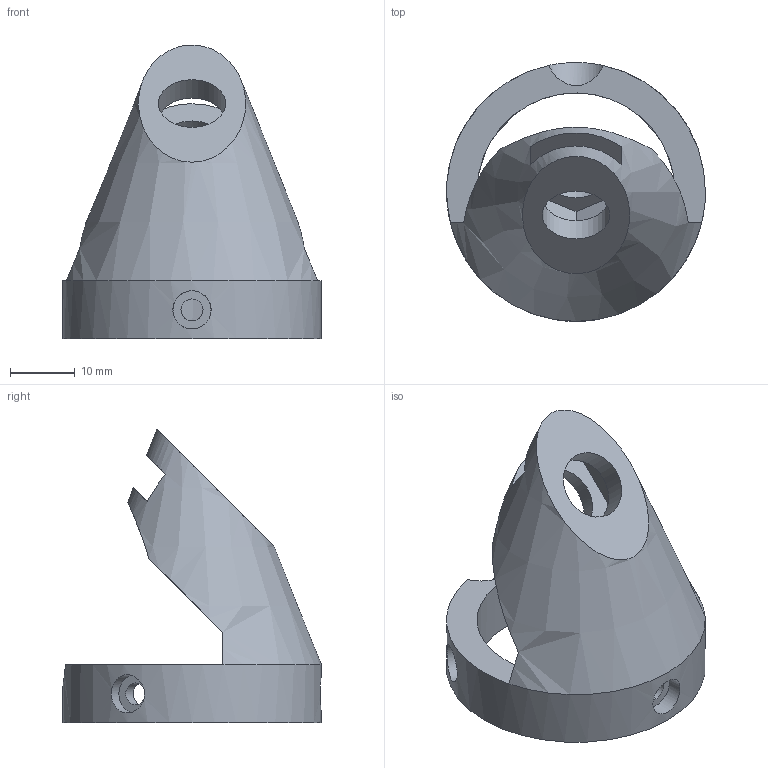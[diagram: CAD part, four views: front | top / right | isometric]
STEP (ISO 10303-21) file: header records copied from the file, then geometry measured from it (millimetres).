
FILE_DESCRIPTION(('FreeCAD Model'),'2;1');
FILE_NAME('Open CASCADE Shape Model','2022-07-27T08:14:49',(''),(''), 'Open CASCADE STEP processor 7.6','FreeCAD','Unknown');
FILE_SCHEMA(('AUTOMOTIVE_DESIGN { 1 0 10303 214 1 1 1 1 }'));
Length unit declared in the file: millimetre
Products named in the file (1): Body
Bounding box: 40 x 40 x 45.43 mm (x, y, z)
Volume: 11815.3 mm3; surface area: 6311.8 mm2
Topology: 1 solids, 1 shells, 30 faces, 80 edges, 55 vertices
Faces by surface type: plane 17, cylinder 11, cone 1, extrusion 1
Full cylindrical faces by diameter (mm): 3.4 x3, 5.9 x3, 10.4 x2, 30.6 x1, 40 x1
Entity records: 5193 total; most frequent: CARTESIAN_POINT 3627, DIRECTION 259, ORIENTED_EDGE 160, PCURVE 160, DEFINITIONAL_REPRESENTATION 160, VECTOR 111, LINE 110, EDGE_CURVE 80
